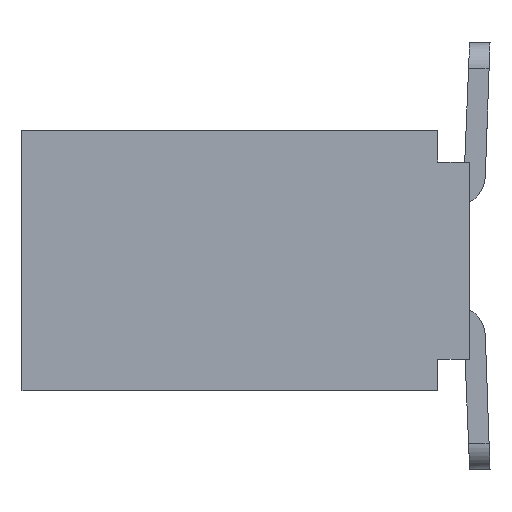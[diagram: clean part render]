
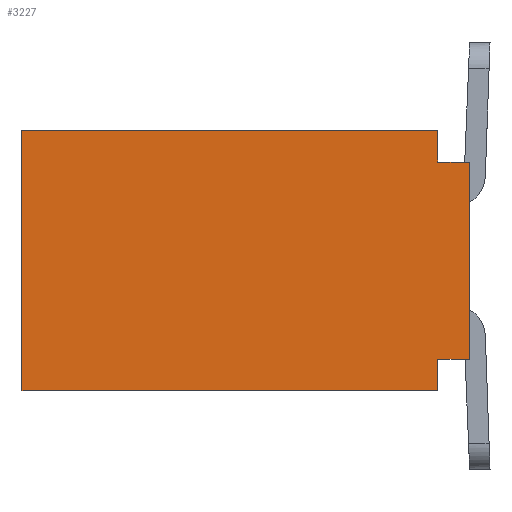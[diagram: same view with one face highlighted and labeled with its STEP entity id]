
A CAD part, left-side view. The second image highlights one B-rep face of the part: STEP entity #3227.
In plain terms, the highlighted planar face has unit normal (-1, 0, 0).
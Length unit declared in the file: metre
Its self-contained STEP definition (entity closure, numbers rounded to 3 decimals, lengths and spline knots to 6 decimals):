
#100=ORIENTED_EDGE('',*,*,#1028,.T.);
#101=ORIENTED_EDGE('',*,*,#1029,.T.);
#102=ORIENTED_EDGE('',*,*,#1030,.F.);
#103=ORIENTED_EDGE('',*,*,#1031,.F.);
#104=ORIENTED_EDGE('',*,*,#1032,.T.);
#105=ORIENTED_EDGE('',*,*,#1033,.F.);
#106=ORIENTED_EDGE('',*,*,#1034,.F.);
#107=ORIENTED_EDGE('',*,*,#1035,.T.);
#1028=EDGE_CURVE('',#1492,#1493,#1804,.T.);
#1029=EDGE_CURVE('',#1493,#1494,#1805,.T.);
#1030=EDGE_CURVE('',#1495,#1494,#1806,.T.);
#1031=EDGE_CURVE('',#1496,#1495,#1807,.T.);
#1032=EDGE_CURVE('',#1496,#1497,#1808,.T.);
#1033=EDGE_CURVE('',#1498,#1497,#1809,.T.);
#1034=EDGE_CURVE('',#1499,#1498,#1810,.T.);
#1035=EDGE_CURVE('',#1499,#1492,#1811,.T.);
#1492=VERTEX_POINT('',#5278);
#1493=VERTEX_POINT('',#5279);
#1494=VERTEX_POINT('',#5281);
#1495=VERTEX_POINT('',#5283);
#1496=VERTEX_POINT('',#5285);
#1497=VERTEX_POINT('',#5287);
#1498=VERTEX_POINT('',#5289);
#1499=VERTEX_POINT('',#5291);
#1804=LINE('',#5277,#2205);
#1805=LINE('',#5280,#2206);
#1806=LINE('',#5282,#2207);
#1807=LINE('',#5284,#2208);
#1808=LINE('',#5286,#2209);
#1809=LINE('',#5288,#2210);
#1810=LINE('',#5290,#2211);
#1811=LINE('',#5292,#2212);
#2205=VECTOR('',#4442,1.);
#2206=VECTOR('',#4443,1.);
#2207=VECTOR('',#4444,1.);
#2208=VECTOR('',#4445,1.);
#2209=VECTOR('',#4446,1.);
#2210=VECTOR('',#4447,1.);
#2211=VECTOR('',#4448,1.);
#2212=VECTOR('',#4449,1.);
#2606=EDGE_LOOP('',(#100,#101,#102,#103,#104,#105,#106,#107));
#2780=FACE_BOUND('',#2606,.T.);
#2954=PLANE('',#4221);
#3227=ADVANCED_FACE('',(#2780),#2954,.F.);
#4221=AXIS2_PLACEMENT_3D('',#5276,#4440,#4441);
#4440=DIRECTION('',(1.,0.,0.));
#4441=DIRECTION('',(0.,0.,-1.));
#4442=DIRECTION('',(0.,1.,0.));
#4443=DIRECTION('',(0.,0.,-1.));
#4444=DIRECTION('',(0.,1.,0.));
#4445=DIRECTION('',(0.,0.,-1.));
#4446=DIRECTION('',(0.,-1.,0.));
#4447=DIRECTION('',(0.,0.,-1.));
#4448=DIRECTION('',(0.,-1.,0.));
#4449=DIRECTION('',(0.,0.,1.));
#5276=CARTESIAN_POINT('',(-0.00525,0.002163,-0.000045));
#5277=CARTESIAN_POINT('',(-0.00525,0.000301,0.001205));
#5278=CARTESIAN_POINT('',(-0.00525,0.000301,0.001205));
#5279=CARTESIAN_POINT('',(-0.00525,0.004299,0.001205));
#5280=CARTESIAN_POINT('',(-0.00525,0.004299,0.001205));
#5281=CARTESIAN_POINT('',(-0.00525,0.004299,-0.001295));
#5282=CARTESIAN_POINT('',(-0.00525,0.000301,-0.001295));
#5283=CARTESIAN_POINT('',(-0.00525,0.000301,-0.001295));
#5284=CARTESIAN_POINT('',(-0.00525,0.000301,0.001054));
#5285=CARTESIAN_POINT('',(-0.00525,0.000301,-0.000994));
#5286=CARTESIAN_POINT('',(-0.00525,0.000301,-0.000994));
#5287=CARTESIAN_POINT('',(-0.00525,0.,-0.000994));
#5288=CARTESIAN_POINT('',(-0.00525,0.,0.000903));
#5289=CARTESIAN_POINT('',(-0.00525,0.,0.000903));
#5290=CARTESIAN_POINT('',(-0.00525,0.000301,0.000903));
#5291=CARTESIAN_POINT('',(-0.00525,0.000301,0.000903));
#5292=CARTESIAN_POINT('',(-0.00525,0.000301,0.000903));
